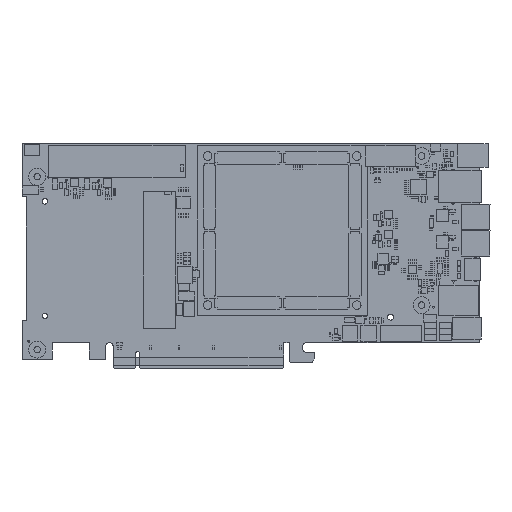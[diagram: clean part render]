
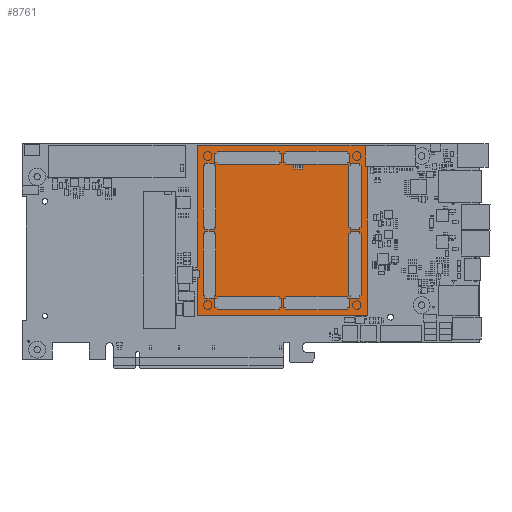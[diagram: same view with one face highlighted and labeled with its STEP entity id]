
A CAD part, top view. The second image highlights one B-rep face of the part: STEP entity #8761.
In plain terms, the highlighted planar face has unit normal (0, 0, 1).
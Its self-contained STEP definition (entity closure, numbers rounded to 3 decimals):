
#6448=FACE_OUTER_BOUND($,#7500,.F.);
#7500=EDGE_LOOP($,(#14365,#14366,#14367,#14368));
#7993=PLANE($,#10675);
#8761=ADVANCED_FACE($,(#6448),#7993,.T.);
#10675=AXIS2_PLACEMENT_3D($,#28872,#24009,$);
#14365=ORIENTED_EDGE($,*,*,#17259,.T.);
#14366=ORIENTED_EDGE($,*,*,#17260,.T.);
#14367=ORIENTED_EDGE($,*,*,#17261,.T.);
#14368=ORIENTED_EDGE($,*,*,#17262,.T.);
#17259=EDGE_CURVE($,#22245,#22246,#20355,.T.);
#17260=EDGE_CURVE($,#22246,#22247,#20356,.T.);
#17261=EDGE_CURVE($,#22247,#22248,#20357,.T.);
#17262=EDGE_CURVE($,#22248,#22245,#20358,.T.);
#18813=VECTOR($,#24725,83.797);
#18814=VECTOR($,#24726,83.797);
#18815=VECTOR($,#24727,83.797);
#18816=VECTOR($,#24728,83.797);
#20355=LINE($,#28871,#18813);
#20356=LINE($,#28872,#18814);
#20357=LINE($,#28873,#18815);
#20358=LINE($,#28874,#18816);
#22245=VERTEX_POINT($,#28871);
#22246=VERTEX_POINT($,#28872);
#22247=VERTEX_POINT($,#28873);
#22248=VERTEX_POINT($,#28874);
#24009=DIRECTION($,(0.,0.,1.));
#24725=DIRECTION($,(0.,-1.,0.));
#24726=DIRECTION($,(-1.,0.,0.));
#24727=DIRECTION($,(0.,1.,0.));
#24728=DIRECTION($,(1.,0.,0.));
#28871=CARTESIAN_POINT('',(41.876,41.421,0.025));
#28872=CARTESIAN_POINT('',(41.876,-42.376,0.025));
#28873=CARTESIAN_POINT('',(-41.921,-42.376,0.025));
#28874=CARTESIAN_POINT('',(-41.921,41.421,0.025));
